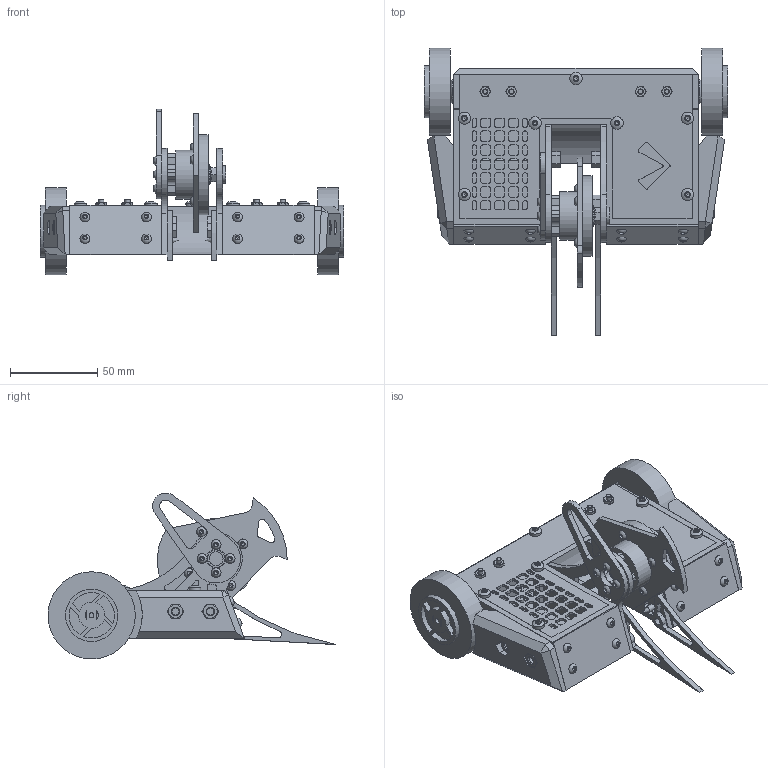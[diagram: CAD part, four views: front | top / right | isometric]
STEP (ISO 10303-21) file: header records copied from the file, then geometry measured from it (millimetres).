
FILE_DESCRIPTION(/* description */ ('STEP AP242','CAx-IF Rec.Pracs.---Representation and Presentation of Product Manufacturing Information (PMI)---4.0---2014-10-13','CAx-IF Rec.Pracs.---3D Tessellated Geometry---0.4---2014-09-14','2;1'),/* implementation_level */ '2;1');
FILE_NAME(/* name */ '65e26c9fa7e3003a4d64609e',/* time_stamp */ '2024-03-02T00:02:40Z',/* author */ (''),/* organization */ (''),/* preprocessor_version */ 'ST-DEVELOPER v19.4',/* originating_system */ ' ',/* authorisation */ ' ');
FILE_SCHEMA (('AP242_MANAGED_MODEL_BASED_3D_ENGINEERING_MIM_LF { 1 0 10303 442 1 1 4 }'));
Length unit declared in the file: metre
Products named in the file (29): Standard Config; Socket button head screw M5x0.8 x 10; Shockmount - Bottom R; FingerTech_Silver_Spark_11; Scuff Plate; Socket button head screw M3x0.5 x 8; Feeder Fork; Hex thin nut grade A & B M3; Hexalobular socket pan head self-tapping screw ST3.5 x 13; Hexalobular socket pan head self-tapping screw ST3.5 x 9.5; Hex nut grade C M5x0.8; Axehead; Shockmount - Bottom L; Short Block - L; Shockmount - Top R; Shockmount - Top L; Unibody; Weapon Hub; LiPo; NeoHub; Stand; Short Block - R; Upright; 2207-motor; MR105ZZ; Prevailing torque flange nut ISO 7044 M5x0.80; Tire; Lid
Assembly tree (82 placements, depth 2):
  Standard Config
    Socket button head screw M5x0.8 x 10  x8
    Shockmount - Bottom R
    FingerTech_Silver_Spark_11  x2
    Scuff Plate  x2
    Socket button head screw M3x0.5 x 8  x20
    Feeder Fork  x2
    Hex thin nut grade A & B M3  x8
    Hexalobular socket pan head self-tapping screw ST3.5 x 13  x2
    Hexalobular socket pan head self-tapping screw ST3.5 x 9.5  x7
    Hex nut grade C M5x0.8  x8
    Axehead
    FingerTech_Silver_Spark_11  x2
    Shockmount - Bottom L
    Short Block - L
    Shockmount - Top R
    Shockmount - Top L
    Unibody
    Weapon Hub
    LiPo
    NeoHub  x2
    Stand
    Short Block - R
    Upright  x2
    2207-motor
    MR105ZZ
    Prevailing torque flange nut ISO 7044 M5x0.80
    Tire  x2
    Lid
Bounding box: 174 x 165.01 x 95.09 mm (x, y, z)
Volume: 265642.1 mm3; surface area: 175928.4 mm2
Topology: 82 solids, 82 shells, 2820 faces, 6993 edges, 4452 vertices
Faces by surface type: plane 1672, cylinder 627, cone 307, bspline 119, torus 58, sphere 37
Full cylindrical faces by diameter (mm): 1.1 x4, 1.651 x4, 2.184 x8, 2.459 x8, 2.66 x4, 2.8 x8, 3 x24, 3.1 x4, 3.2 x18, 3.35 x9, 3.5 x33, 3.6 x6, 4 x6, 4.134 x9, 4.2 x2, 4.7 x2, 5 x10, 5.5 x17, 5.92 x2, 6 x8, 6.26 x2, 7 x9, 8 x1, 8.74 x2, 8.915 x2, 10 x3, 11 x1, 14 x2, 15.5 x2, 16 x4
Entity records: 50510 total; most frequent: CARTESIAN_POINT 10354, ORIENTED_EDGE 7928, DIRECTION 7704, EDGE_CURVE 3964, VERTEX_POINT 2716, LINE 2712, VECTOR 2712, AXIS2_PLACEMENT_3D 2496
